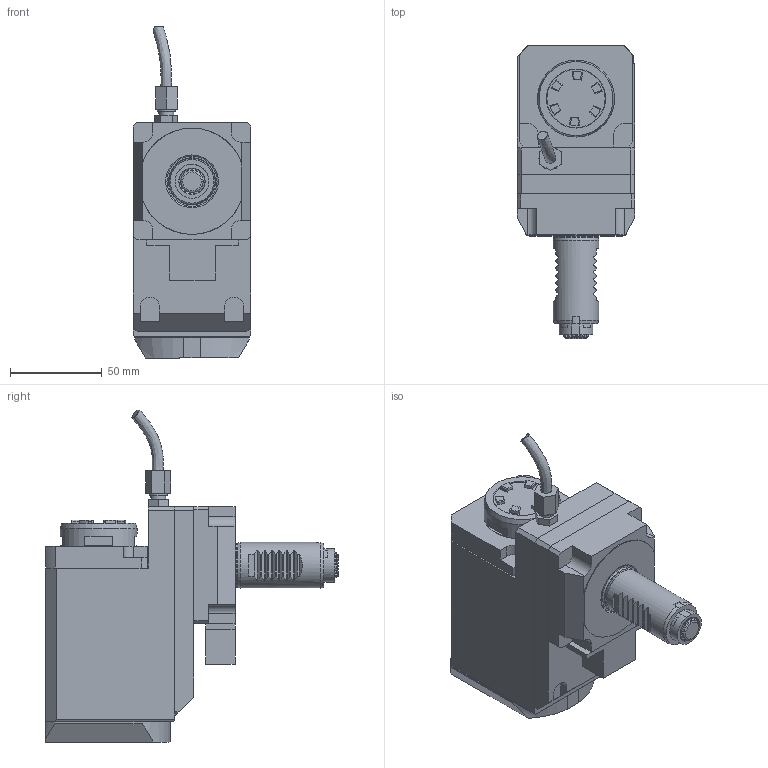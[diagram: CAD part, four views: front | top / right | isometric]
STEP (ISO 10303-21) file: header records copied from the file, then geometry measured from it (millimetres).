
FILE_DESCRIPTION (( 'STEP AP214' ), '1' );
FILE_NAME ('RRPPAH25I121US3.STEP', '2025-09-05T13:53:17', ( '' ), ( '' ), 'SwSTEP 2.0', 'SolidWorks 2023', '' );
FILE_SCHEMA (( 'AUTOMOTIVE_DESIGN' ));
Length unit declared in the file: millimetre
Products named in the file (1): RRPPAH25I121US3
Bounding box: 64 x 160 x 181.31 mm (x, y, z)
Volume: 697123.7 mm3; surface area: 61023.9 mm2
Topology: 1 solids, 2 shells, 769 faces, 2061 edges, 1352 vertices
Faces by surface type: plane 500, cylinder 146, bspline 98, cone 21, torus 4
Full cylindrical faces by diameter (mm): 1.7 x1, 2.1 x1, 6.366 x1, 8.15 x1, 9.8 x1, 11 x1, 22 x1, 24.1 x1, 25 x1, 42 x1
Entity records: 33234 total; most frequent: CARTESIAN_POINT 11518, ORIENTED_EDGE 4066, DIRECTION 3316, EDGE_CURVE 2033, VERTEX_POINT 1345, VECTOR 1322, LINE 1322, AXIS2_PLACEMENT_3D 997
